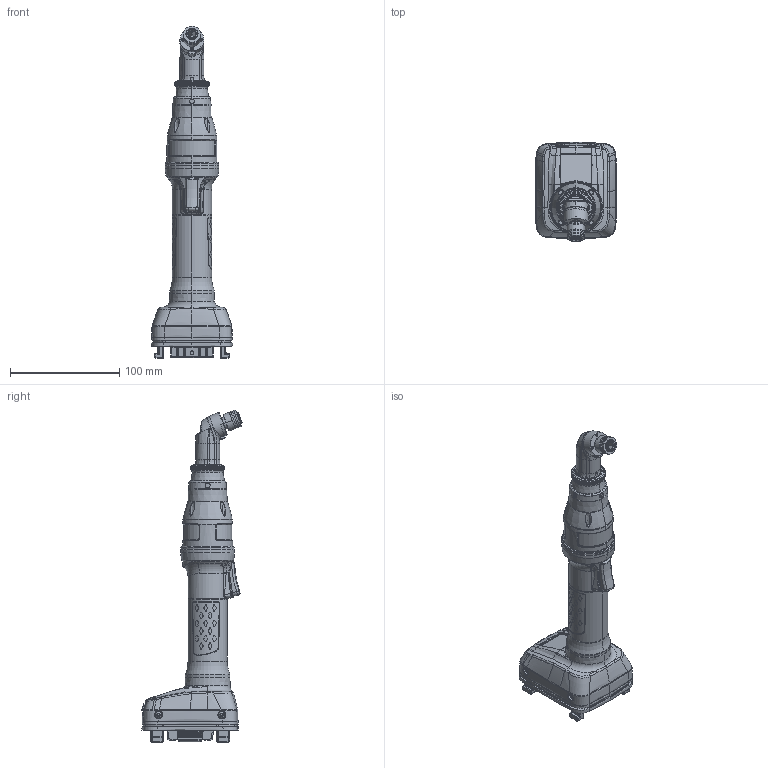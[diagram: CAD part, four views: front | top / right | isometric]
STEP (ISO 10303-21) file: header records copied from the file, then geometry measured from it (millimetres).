
FILE_DESCRIPTION((''),'2;1');
FILE_NAME('EXT_COMP_SW0086','2021-09-28T18:53:16',('INEVDh'),(''),'CREO PARAMETRIC BY PTC INC, 2020281','CREO PARAMETRIC BY PTC INC, 2020281','');
FILE_SCHEMA(('CONFIG_CONTROL_DESIGN'));
Products named in the file (1): EXT_COMP_SW0086
Bounding box: 74.45 x 91.84 x 304.43 mm (x, y, z)
Volume: 472216.7 mm3; surface area: 71502.9 mm2
Topology: 7 solids, 14 shells, 11332 faces, 24277 edges, 13082 vertices
Faces by surface type: plane 7088, cylinder 1647, bspline 1429, torus 584, extrusion 290, sphere 152, cone 138, revolution 4
Entity records: 417030 total; most frequent: CARTESIAN_POINT 197221, ORIENTED_EDGE 48544, DIRECTION 38573, EDGE_CURVE 24272, VECTOR 13361, VERTEX_POINT 13082, LINE 13071, AXIS2_PLACEMENT_3D 12604
